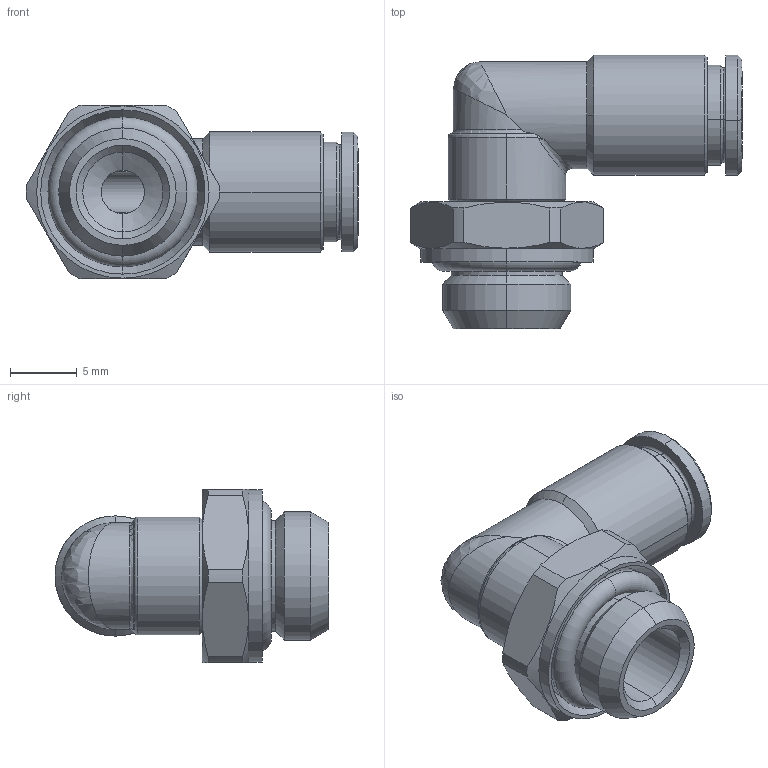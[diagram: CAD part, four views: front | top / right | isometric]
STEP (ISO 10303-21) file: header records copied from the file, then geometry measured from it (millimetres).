
FILE_DESCRIPTION (( 'STEP AP203' ), '1' );
FILE_NAME ('X0060011.STEP', '2010-09-24T13:49:55', ( '' ), ( 'sopra-pneumatic' ), 'SwSTEP 2.0', 'SolidWorks 2009', '' );
FILE_SCHEMA (( 'CONFIG_CONTROL_DESIGN' ));
Length unit declared in the file: millimetre
Products named in the file (1): X0060011
Bounding box: 24.85 x 20.5 x 13 mm (x, y, z)
Volume: 1864 mm3; surface area: 1932.7 mm2
Topology: 2 solids, 2 shells, 96 faces, 224 edges, 133 vertices
Faces by surface type: cylinder 33, cone 31, plane 16, torus 12, bspline 4
Entity records: 3793 total; most frequent: CARTESIAN_POINT 1532, DIRECTION 486, ORIENTED_EDGE 444, EDGE_CURVE 222, AXIS2_PLACEMENT_3D 208, VERTEX_POINT 133, CIRCLE 115, EDGE_LOOP 103
